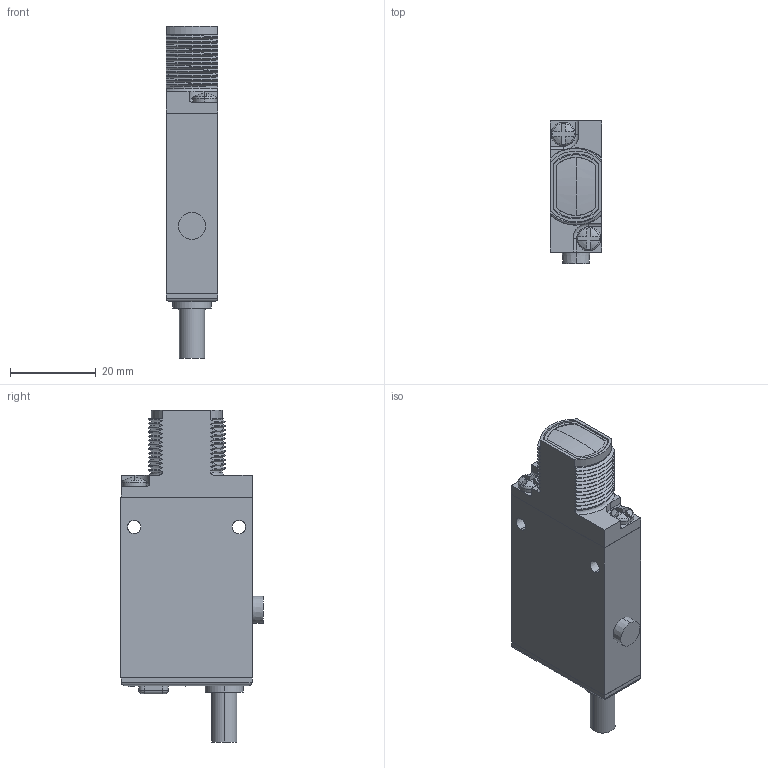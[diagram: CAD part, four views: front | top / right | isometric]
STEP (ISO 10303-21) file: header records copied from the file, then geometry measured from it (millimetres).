
FILE_DESCRIPTION((''),'2;1');
FILE_NAME('154487_SM01_ASM','2025-09-19T11:51:32',('banengservice'),('BANNER ENGINEERING'),'CREO PARAMETRIC BY PTC INC, 2022414','CREO PARAMETRIC BY PTC INC, 2022414','');
FILE_SCHEMA(('CONFIG_CONTROL_DESIGN'));
Products named in the file (3): 154487_EP01; 09460_WEB; 154487_SM01_ASM
Assembly tree (2 placements, depth 2):
  154487_SM01_ASM
    154487_EP01
    09460_WEB
Bounding box: 12.09 x 33.32 x 77.43 mm (x, y, z)
Volume: 22058.5 mm3; surface area: 7586.4 mm2
Topology: 2 solids, 2 shells, 363 faces, 982 edges, 641 vertices
Faces by surface type: plane 162, bspline 85, cylinder 82, sphere 14, cone 12, torus 8
Entity records: 16979 total; most frequent: CARTESIAN_POINT 8349, ORIENTED_EDGE 1952, DIRECTION 1481, EDGE_CURVE 976, VERTEX_POINT 641, VECTOR 555, LINE 555, AXIS2_PLACEMENT_3D 463
